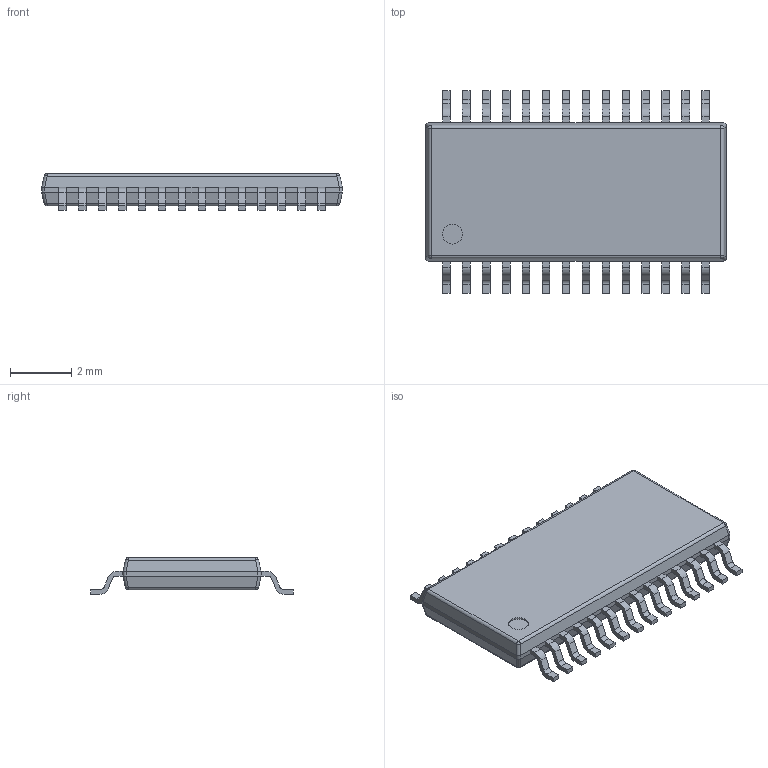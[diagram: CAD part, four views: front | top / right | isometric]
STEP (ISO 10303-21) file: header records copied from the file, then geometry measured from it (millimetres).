
FILE_DESCRIPTION(('STEP AP214'), '1');
FILE_NAME('MO-153AE', '', ('UNSPECIFIED'), ('UNSPECIFIED'), 'ASCON STEP Converter 1.3', 'ASCON Math Kernel', '');
FILE_SCHEMA(('AUTOMOTIVE_DESIGN { 1 0 10303 214 3 1 1}'));
Length unit declared in the file: millimetre
Bounding box: 9.8 x 6.6 x 1.2 mm (x, y, z)
Volume: 46.7 mm3; surface area: 150.1 mm2
Topology: 29 solids, 29 shells, 436 faces, 1227 edges, 870 vertices
Faces by surface type: plane 295, cylinder 133, bspline 8
Full cylindrical faces by diameter (mm): 0.65 x1
Entity records: 17767 total; most frequent: CARTESIAN_POINT 2545, DIRECTION 2374, ORIENTED_EDGE 2212, EDGE_CURVE 1106, LINE 904, VECTOR 904, AXIS2_PLACEMENT_3D 735, VERTEX_POINT 730
